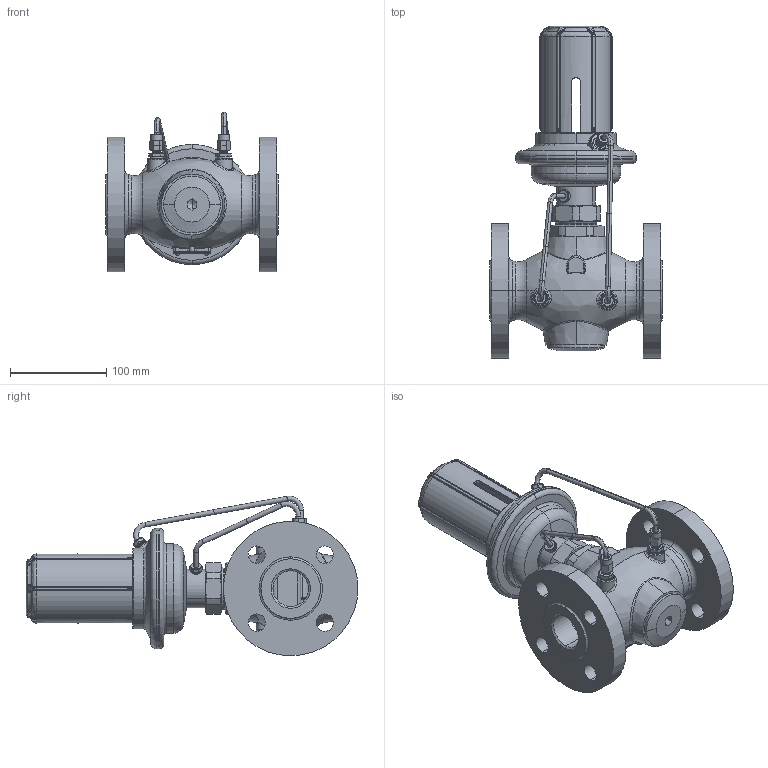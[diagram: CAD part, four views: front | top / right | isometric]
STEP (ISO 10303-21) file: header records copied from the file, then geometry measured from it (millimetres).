
FILE_DESCRIPTION((''),'2;1');
FILE_NAME('003H6608_ASM','2012-06-29T',('u258099'),('Danfoss'),'PRO/ENGINEER BY PARAMETRIC TECHNOLOGY CORPORATION, 2010370','PRO/ENGINEER BY PARAMETRIC TECHNOLOGY CORPORATION, 2010370','');
FILE_SCHEMA(('AUTOMOTIVE_DESIGN { 1 0 10303 214 1 1 1 1 }'));
Products named in the file (20): 8882043; 8882035_ASM; 8882846; 8882891_ASM; 8883810; 88810790_ZAVIHAN; 8883808_INST; 8890090; 8883750_ASM; 8883510; 8881022; 8882042; 5454032; 88810710; 5191729; 8882005; 5589607; 8883531; 8883545C; 003H6608_ASM
Assembly tree (24 placements, depth 3):
  003H6608_ASM
    8882035_ASM
      8882043
    8882891_ASM
      8882846
    8883750_ASM
      8883810
      88810790_ZAVIHAN
      8883808_INST
      8890090
    8883510
    8881022  x2
    8882042
    5454032  x2
    88810710  x2
    5191729  x2
    8882005
    5589607  x2
    8883531
    8883545C
Bounding box: 180 x 345.4 x 166.11 mm (x, y, z)
Volume: 1254929.9 mm3; surface area: 362601.4 mm2
Topology: 21 solids, 21 shells, 1628 faces, 3787 edges, 2262 vertices
Faces by surface type: plane 457, cylinder 406, cone 283, torus 230, bspline 230, sphere 22
Entity records: 59464 total; most frequent: CARTESIAN_POINT 20607, ORIENTED_EDGE 6972, DIRECTION 6790, EDGE_CURVE 3486, AXIS2_PLACEMENT_3D 2870, VERTEX_POINT 2087, EDGE_LOOP 1619, CIRCLE 1553
